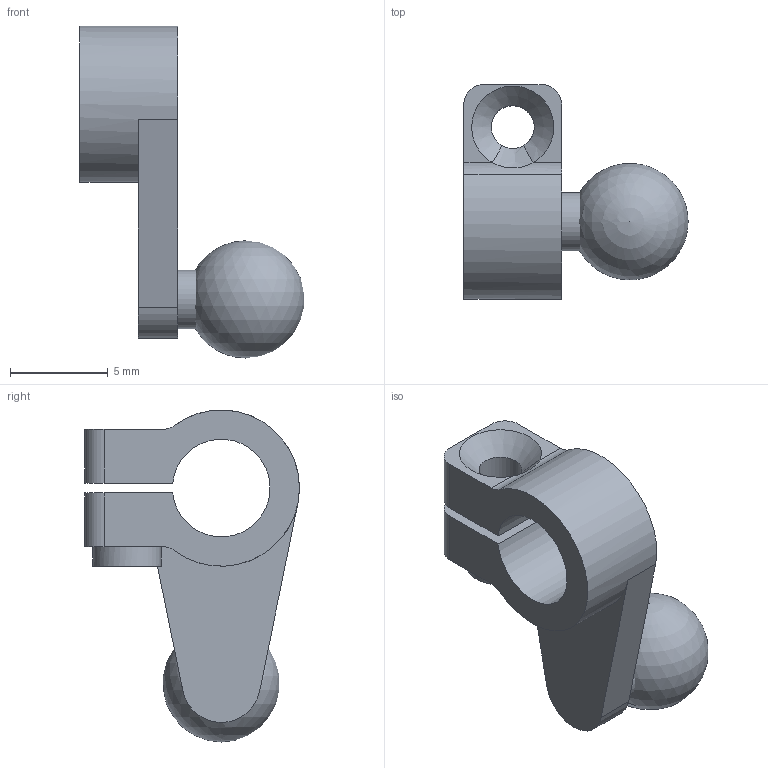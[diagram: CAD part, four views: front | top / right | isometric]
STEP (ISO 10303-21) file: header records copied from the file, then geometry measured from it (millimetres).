
FILE_DESCRIPTION(/* description */ (''),/* implementation_level */ '2;1');
FILE_NAME(/* name */ 'Servo Arm.step',/* time_stamp */ '2023-01-29T12:15:48-08:00',/* author */ (''),/* organization */ (''),/* preprocessor_version */ 'ST-DEVELOPER v19',/* originating_system */ 'Autodesk Translation Framework v11.7.0.108',/* authorisation */ '');
FILE_SCHEMA (('AUTOMOTIVE_DESIGN { 1 0 10303 214 3 1 1 }'));
Length unit declared in the file: millimetre
Products named in the file (1): Servo Arm
Bounding box: 11.48 x 11 x 17 mm (x, y, z)
Volume: 444.1 mm3; surface area: 682.5 mm2
Topology: 3 solids, 3 shells, 31 faces, 82 edges, 54 vertices
Faces by surface type: cylinder 14, plane 14, cone 1, bspline 1, sphere 1
Full cylindrical faces by diameter (mm): 2.2 x2, 3 x1
Entity records: 1030 total; most frequent: CARTESIAN_POINT 204, DIRECTION 171, ORIENTED_EDGE 160, EDGE_CURVE 80, AXIS2_PLACEMENT_3D 63, VERTEX_POINT 54, LINE 45, VECTOR 45
